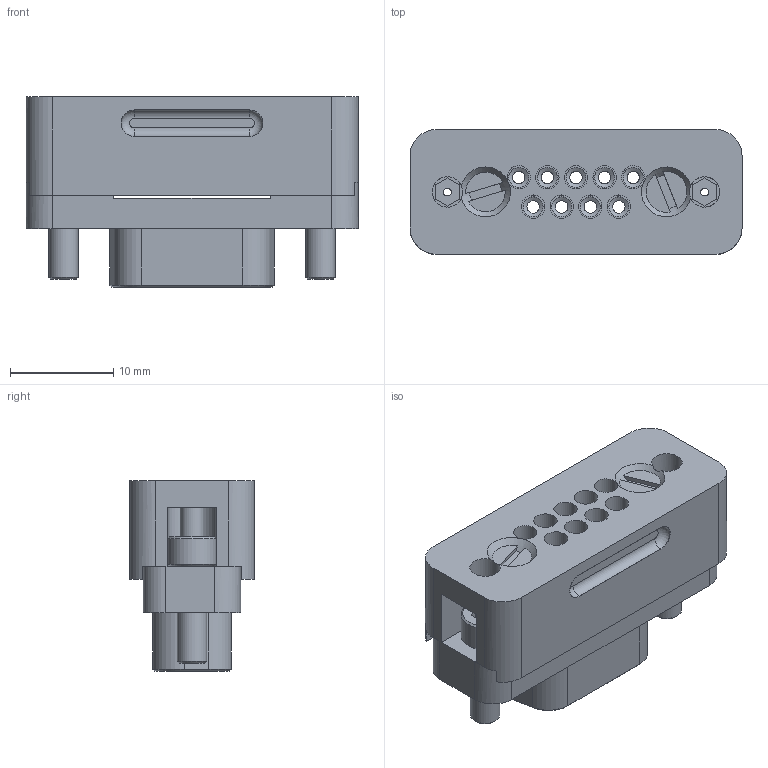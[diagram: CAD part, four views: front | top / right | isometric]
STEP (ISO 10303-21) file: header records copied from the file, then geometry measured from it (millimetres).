
FILE_DESCRIPTION(/* description */ ('Alibre Inc.'),/* implementation_level */ '2;1');
FILE_NAME(/* name */ 'export0',/* time_stamp */ '2015-08-12T10:27:27-07:00',/* author */ (''),/* organization */ (''),/* preprocessor_version */ 'ST-DEVELOPER v14',/* originating_system */ 'Alibre',/* authorisation */ '');
FILE_SCHEMA (('CONFIG_CONTROL_DESIGN'));
Length unit declared in the file: centimetre
Products named in the file (1): ID_1
Bounding box: 32.13 x 12.06 x 18.41 mm (x, y, z)
Volume: 4140.8 mm3; surface area: 4154.9 mm2
Topology: 1 solids, 1 shells, 171 faces, 441 edges, 281 vertices
Faces by surface type: plane 72, cylinder 65, cone 30, torus 4
Full cylindrical faces by diameter (mm): 0.762 x2, 1.194 x9, 1.753 x2, 1.93 x9, 2.261 x9, 2.845 x2, 2.946 x4, 4.648 x2
Entity records: 4910 total; most frequent: CARTESIAN_POINT 983, DIRECTION 754, ORIENTED_EDGE 710, EDGE_CURVE 355, AXIS2_PLACEMENT_3D 331, EDGE_LOOP 291, FACE_BOUND 291, VERTEX_POINT 260
